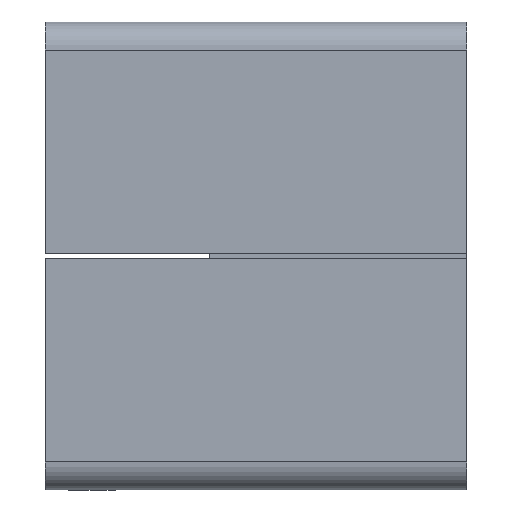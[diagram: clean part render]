
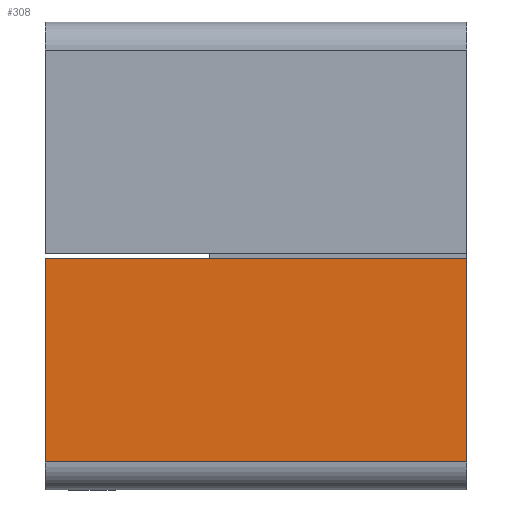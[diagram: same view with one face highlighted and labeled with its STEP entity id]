
A CAD part, front view. The second image highlights one B-rep face of the part: STEP entity #308.
In plain terms, the highlighted planar face has unit normal (0, -1, 0).
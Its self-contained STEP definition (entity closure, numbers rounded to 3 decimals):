
#93 = PLANE ( 'NONE',  #1524 ) ;
#100 = CARTESIAN_POINT ( 'NONE',  ( -7., -5.05, -19.104 ) ) ;
#149 = LINE ( 'NONE', #518, #151 ) ;
#151 = VECTOR ( 'NONE', #326, 1000. ) ;
#263 = VECTOR ( 'NONE', #882, 1000. ) ;
#270 = LINE ( 'NONE', #873, #263 ) ;
#282 = VECTOR ( 'NONE', #949, 1000. ) ;
#291 = LINE ( 'NONE', #969, #282 ) ;
#308 = ADVANCED_FACE ( 'NONE', ( #2562 ), #93, .T. ) ;
#326 = DIRECTION ( 'NONE',  ( 1., 0., 0. ) ) ;
#358 = VECTOR ( 'NONE', #1430, 1000. ) ;
#360 = DIRECTION ( 'NONE',  ( 0., 0., -1. ) ) ;
#361 = LINE ( 'NONE', #1481, #358 ) ;
#518 = CARTESIAN_POINT ( 'NONE',  ( -7., -5.05, -8.79 ) ) ;
#610 = ORIENTED_EDGE ( 'NONE', *, *, #1741, .T. ) ;
#614 = ORIENTED_EDGE ( 'NONE', *, *, #1328, .T. ) ;
#658 = ORIENTED_EDGE ( 'NONE', *, *, #1720, .T. ) ;
#666 = ORIENTED_EDGE ( 'NONE', *, *, #1683, .T. ) ;
#684 = DIRECTION ( 'NONE',  ( 0., -1., 0. ) ) ;
#800 = CARTESIAN_POINT ( 'NONE',  ( 9., -5.05, -8.79 ) ) ;
#873 = CARTESIAN_POINT ( 'NONE',  ( -9., -5.05, -0.104 ) ) ;
#882 = DIRECTION ( 'NONE',  ( -1., 0., 0. ) ) ;
#949 = DIRECTION ( 'NONE',  ( 0., 0., -1. ) ) ;
#969 = CARTESIAN_POINT ( 'NONE',  ( -9., -5.05, -0.104 ) ) ;
#986 = VERTEX_POINT ( 'NONE', #1169 ) ;
#1023 = VERTEX_POINT ( 'NONE', #1298 ) ;
#1169 = CARTESIAN_POINT ( 'NONE',  ( -9., -5.05, -0.104 ) ) ;
#1298 = CARTESIAN_POINT ( 'NONE',  ( -9., -5.05, -8.79 ) ) ;
#1328 = EDGE_CURVE ( 'NONE', #1023, #2390, #149, .T. ) ;
#1430 = DIRECTION ( 'NONE',  ( 0., 0., 1. ) ) ;
#1481 = CARTESIAN_POINT ( 'NONE',  ( 9., -5.05, -45.104 ) ) ;
#1524 = AXIS2_PLACEMENT_3D ( 'NONE', #100, #684, #360 ) ;
#1683 = EDGE_CURVE ( 'NONE', #2390, #2031, #361, .T. ) ;
#1720 = EDGE_CURVE ( 'NONE', #986, #1023, #291, .T. ) ;
#1741 = EDGE_CURVE ( 'NONE', #2031, #986, #270, .T. ) ;
#2031 = VERTEX_POINT ( 'NONE', #2527 ) ;
#2090 = EDGE_LOOP ( 'NONE', ( #658, #614, #666, #610 ) ) ;
#2390 = VERTEX_POINT ( 'NONE', #800 ) ;
#2527 = CARTESIAN_POINT ( 'NONE',  ( 9., -5.05, -0.104 ) ) ;
#2562 = FACE_OUTER_BOUND ( 'NONE', #2090, .T. ) ;
